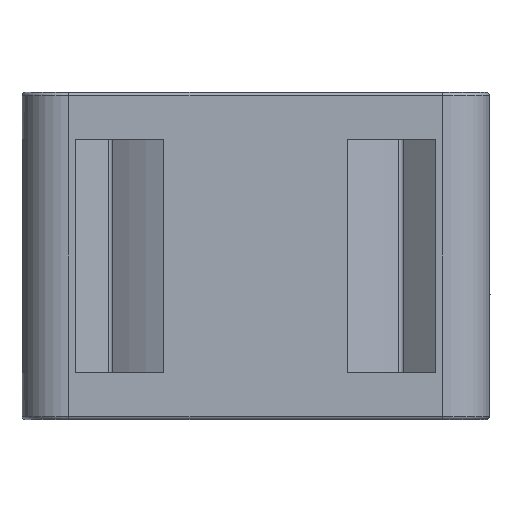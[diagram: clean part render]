
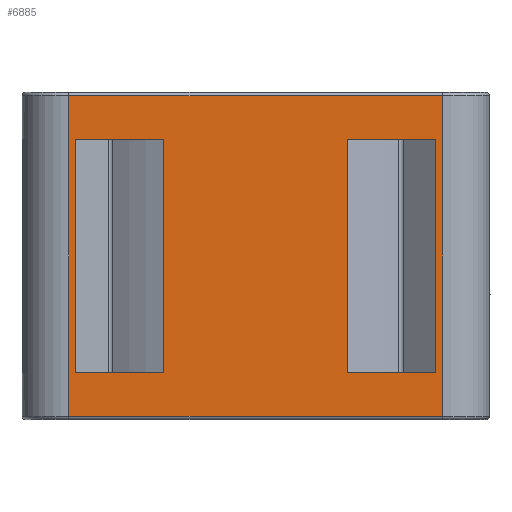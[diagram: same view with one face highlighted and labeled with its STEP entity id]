
A CAD part, front view. The second image highlights one B-rep face of the part: STEP entity #6885.
In plain terms, the highlighted planar face has unit normal (0, -1, 0).
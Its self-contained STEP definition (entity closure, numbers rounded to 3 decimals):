
#1317=DIRECTION('',(1.,0.,0.));
#1318=VECTOR('',#1317,32.);
#1319=CARTESIAN_POINT('',(-16.,-20.,0.3));
#1320=LINE('',#1319,#1318);
#2497=DIRECTION('',(0.,0.,-1.));
#2498=VECTOR('',#2497,27.4);
#2499=CARTESIAN_POINT('',(-16.,-20.,27.7));
#2500=LINE('',#2499,#2498);
#2761=DIRECTION('',(-1.,0.,0.));
#2762=VECTOR('',#2761,32.);
#2763=CARTESIAN_POINT('',(16.,-20.,27.7));
#2764=LINE('',#2763,#2762);
#2769=DIRECTION('',(0.,0.,-1.));
#2770=VECTOR('',#2769,20.);
#2771=CARTESIAN_POINT('',(-15.41,-20.,24.));
#2772=LINE('',#2771,#2770);
#2773=DIRECTION('',(0.,0.,1.));
#2774=VECTOR('',#2773,27.4);
#2775=CARTESIAN_POINT('',(16.,-20.,0.3));
#2776=LINE('',#2775,#2774);
#3081=DIRECTION('',(1.,0.,0.));
#3082=VECTOR('',#3081,7.52);
#3083=CARTESIAN_POINT('',(7.89,-20.,24.));
#3084=LINE('',#3083,#3082);
#3102=DIRECTION('',(-1.,0.,0.));
#3103=VECTOR('',#3102,7.52);
#3104=CARTESIAN_POINT('',(15.41,-20.,4.));
#3105=LINE('',#3104,#3103);
#3111=DIRECTION('',(0.,0.,-1.));
#3112=VECTOR('',#3111,20.);
#3113=CARTESIAN_POINT('',(15.41,-20.,24.));
#3114=LINE('',#3113,#3112);
#3119=DIRECTION('',(0.,0.,1.));
#3120=VECTOR('',#3119,20.);
#3121=CARTESIAN_POINT('',(7.89,-20.,4.));
#3122=LINE('',#3121,#3120);
#3133=DIRECTION('',(-1.,0.,0.));
#3134=VECTOR('',#3133,7.52);
#3135=CARTESIAN_POINT('',(-7.89,-20.,4.));
#3136=LINE('',#3135,#3134);
#3154=DIRECTION('',(1.,0.,0.));
#3155=VECTOR('',#3154,7.52);
#3156=CARTESIAN_POINT('',(-15.41,-20.,24.));
#3157=LINE('',#3156,#3155);
#3167=DIRECTION('',(0.,0.,-1.));
#3168=VECTOR('',#3167,20.);
#3169=CARTESIAN_POINT('',(-7.89,-20.,24.));
#3170=LINE('',#3169,#3168);
#3786=CARTESIAN_POINT('',(16.,-20.,0.3));
#3787=VERTEX_POINT('',#3786);
#3788=CARTESIAN_POINT('',(-16.,-20.,0.3));
#3789=VERTEX_POINT('',#3788);
#3972=CARTESIAN_POINT('',(-16.,-20.,27.7));
#3973=VERTEX_POINT('',#3972);
#4078=CARTESIAN_POINT('',(16.,-20.,27.7));
#4079=VERTEX_POINT('',#4078);
#4080=CARTESIAN_POINT('',(7.89,-20.,24.));
#4081=CARTESIAN_POINT('',(15.41,-20.,24.));
#4082=VERTEX_POINT('',#4080);
#4083=VERTEX_POINT('',#4081);
#4084=CARTESIAN_POINT('',(7.89,-20.,4.));
#4085=VERTEX_POINT('',#4084);
#4086=CARTESIAN_POINT('',(15.41,-20.,4.));
#4087=VERTEX_POINT('',#4086);
#4088=CARTESIAN_POINT('',(-7.89,-20.,4.));
#4089=CARTESIAN_POINT('',(-15.41,-20.,4.));
#4090=VERTEX_POINT('',#4088);
#4091=VERTEX_POINT('',#4089);
#4092=CARTESIAN_POINT('',(-7.89,-20.,24.));
#4093=VERTEX_POINT('',#4092);
#4094=CARTESIAN_POINT('',(-15.41,-20.,24.));
#4095=VERTEX_POINT('',#4094);
#6853=CARTESIAN_POINT('',(20.,-20.,28.));
#6854=DIRECTION('',(0.,-1.,0.));
#6855=DIRECTION('',(0.,0.,-1.));
#6856=AXIS2_PLACEMENT_3D('',#6853,#6854,#6855);
#6857=PLANE('',#6856);
#6858=ORIENTED_EDGE('',*,*,#5244,.F.);
#6859=ORIENTED_EDGE('',*,*,#6444,.F.);
#6860=ORIENTED_EDGE('',*,*,#6844,.F.);
#6862=ORIENTED_EDGE('',*,*,#6861,.F.);
#6863=EDGE_LOOP('',(#6858,#6859,#6860,#6862));
#6864=FACE_OUTER_BOUND('',#6863,.F.);
#6866=ORIENTED_EDGE('',*,*,#6865,.F.);
#6868=ORIENTED_EDGE('',*,*,#6867,.F.);
#6870=ORIENTED_EDGE('',*,*,#6869,.F.);
#6872=ORIENTED_EDGE('',*,*,#6871,.F.);
#6873=EDGE_LOOP('',(#6866,#6868,#6870,#6872));
#6874=FACE_BOUND('',#6873,.F.);
#6876=ORIENTED_EDGE('',*,*,#6875,.F.);
#6878=ORIENTED_EDGE('',*,*,#6877,.F.);
#6880=ORIENTED_EDGE('',*,*,#6879,.F.);
#6882=ORIENTED_EDGE('',*,*,#6881,.T.);
#6883=EDGE_LOOP('',(#6876,#6878,#6880,#6882));
#6884=FACE_BOUND('',#6883,.F.);
#6885=ADVANCED_FACE('',(#6864,#6874,#6884),#6857,.T.);
#5244=EDGE_CURVE('',#3789,#3787,#1320,.T.);
#6444=EDGE_CURVE('',#3973,#3789,#2500,.T.);
#6844=EDGE_CURVE('',#4079,#3973,#2764,.T.);
#6861=EDGE_CURVE('',#3787,#4079,#2776,.T.);
#6865=EDGE_CURVE('',#4082,#4083,#3084,.T.);
#6867=EDGE_CURVE('',#4085,#4082,#3122,.T.);
#6869=EDGE_CURVE('',#4087,#4085,#3105,.T.);
#6871=EDGE_CURVE('',#4083,#4087,#3114,.T.);
#6875=EDGE_CURVE('',#4090,#4091,#3136,.T.);
#6877=EDGE_CURVE('',#4093,#4090,#3170,.T.);
#6879=EDGE_CURVE('',#4095,#4093,#3157,.T.);
#6881=EDGE_CURVE('',#4095,#4091,#2772,.T.);
